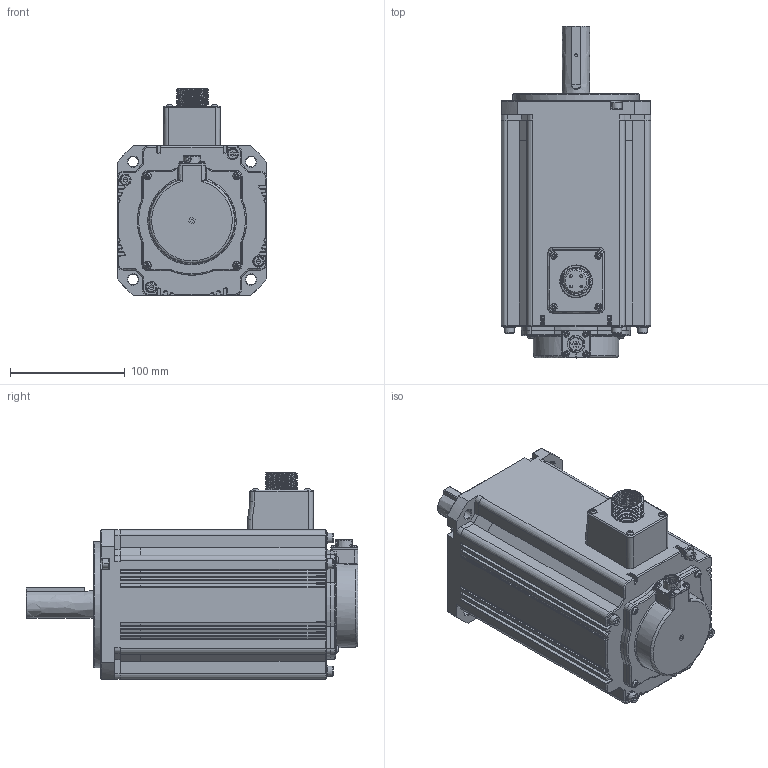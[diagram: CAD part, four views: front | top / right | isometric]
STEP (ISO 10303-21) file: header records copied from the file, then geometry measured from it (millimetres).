
FILE_DESCRIPTION( ('This file contains a STEP AP42 implementation' ,'as created by ZW3D STEP Interface translator.') ,'2;1' );
FILE_NAME( 'X6MA400K-N4LA.stp' ,'2111 1. 95458', (''), ('ZWCAD Software Co.'), 'Version 1.0', 'ZW3D to STEP translator', '' );
FILE_SCHEMA(('AUTOMOTIVE_DESIGN'));
Length unit declared in the file: millimetre
Products named in the file (2): 0; 錨璃001
Bounding box: 130 x 289 x 179.84 mm (x, y, z)
Volume: 3244577.2 mm3; surface area: 188363.7 mm2
Topology: 1 solids, 1 shells, 1823 faces, 4741 edges, 2974 vertices
Faces by surface type: bspline 1823
Entity records: 78880 total; most frequent: CARTESIAN_POINT 50698, ORIENTED_EDGE 9436, EDGE_CURVE 4718, VERTEX_POINT 2983, B_SPLINE_CURVE_WITH_KNOTS 2855, EDGE_LOOP 1921, FACE_OUTER_BOUND 1823, ADVANCED_FACE 1823
